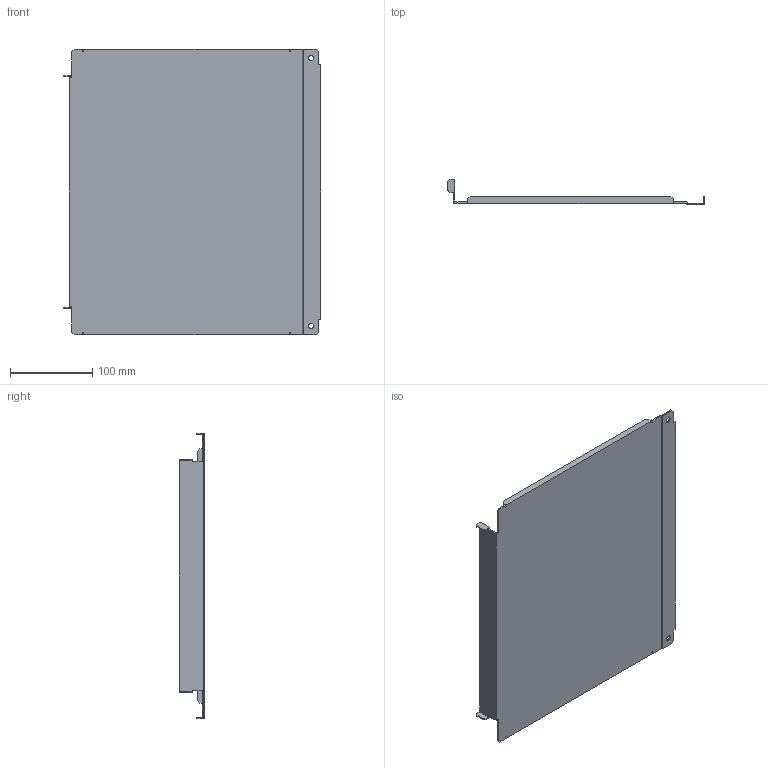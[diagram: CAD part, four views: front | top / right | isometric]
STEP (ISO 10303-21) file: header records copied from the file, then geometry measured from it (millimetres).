
FILE_DESCRIPTION (( 'STEP AP203' ), '1' );
FILE_NAME ('FO-00-PVHC-040 FORMAT Ïåðåãîðîäêà àïïàðàò. îòñåêà áîê. âåðò. ñïë. 400 IEK.STEP', '2024-07-06T06:51:02', ( '' ), ( '' ), 'SwSTEP 2.0', 'SolidWorks 2022', '' );
FILE_SCHEMA (( 'CONFIG_CONTROL_DESIGN' ));
Length unit declared in the file: millimetre
Products named in the file (1): FO-00-PVHC-040 FORMAT Перегородка аппарат. отсека бок. верт. спл. 400 IEK
Bounding box: 312.84 x 30.48 x 347 mm (x, y, z)
Volume: 179266.2 mm3; surface area: 241241.8 mm2
Topology: 1 solids, 1 shells, 92 faces, 270 edges, 180 vertices
Faces by surface type: plane 88, cylinder 4
Entity records: 3087 total; most frequent: CARTESIAN_POINT 543, ORIENTED_EDGE 540, DIRECTION 464, EDGE_CURVE 270, VECTOR 262, LINE 262, VERTEX_POINT 180, AXIS2_PLACEMENT_3D 101
